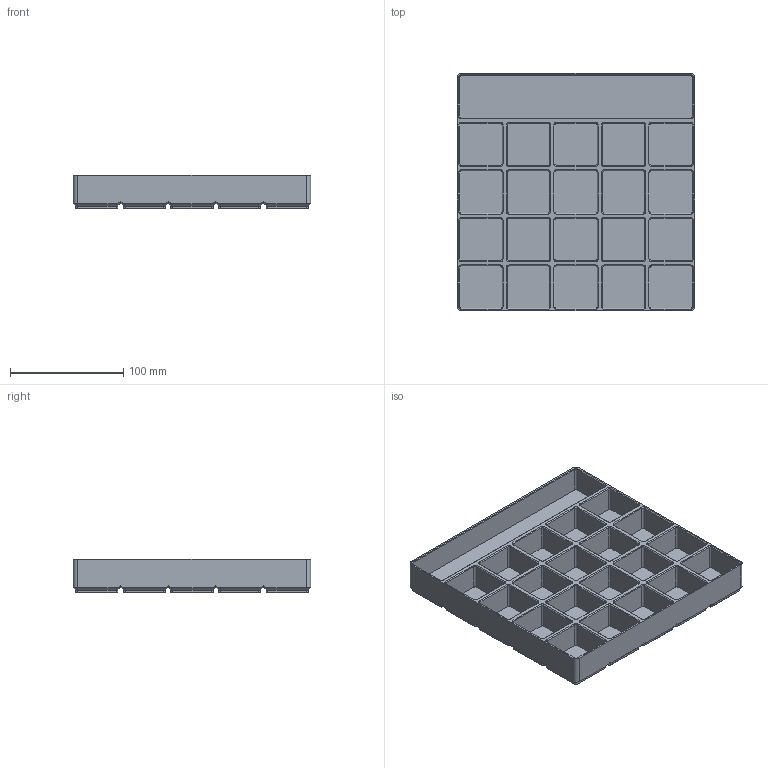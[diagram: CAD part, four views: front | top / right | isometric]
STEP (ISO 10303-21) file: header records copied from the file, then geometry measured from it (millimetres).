
FILE_DESCRIPTION(('Creo Elements/Direct Modeling STEP Export'),'2;1');
FILE_NAME('Gridfinity-5x5x30-05.stp','2022-12-21T15:30:45',(''),(''),'Creo Elements/Direct Modeling STEP processor for AP214 (Solid Model)','Creo Elements/Direct Modeling 20.3A 20-Jun-2020 (C) Parametric Technology GmbH','');
FILE_SCHEMA(('AUTOMOTIVE_DESIGN { 1 0 10303 214 1 1 1 1 }'));
Length unit declared in the file: millimetre
Products named in the file (2): 5x5x30-05
Assembly tree (1 placements, depth 2):
  5x5x30-05
    5x5x30-05
Bounding box: 209.5 x 209.5 x 30 mm (x, y, z)
Volume: 445241.4 mm3; surface area: 204916.1 mm2
Topology: 1 solids, 1 shells, 1591 faces, 3432 edges, 2064 vertices
Faces by surface type: plane 719, cylinder 588, cone 284
Entity records: 47200 total; most frequent: CARTESIAN_POINT 13462, DIRECTION 6968, ORIENTED_EDGE 6864, EDGE_CURVE 3432, AXIS2_PLACEMENT_3D 2504, VERTEX_POINT 2064, VECTOR 1960, LINE 1960
